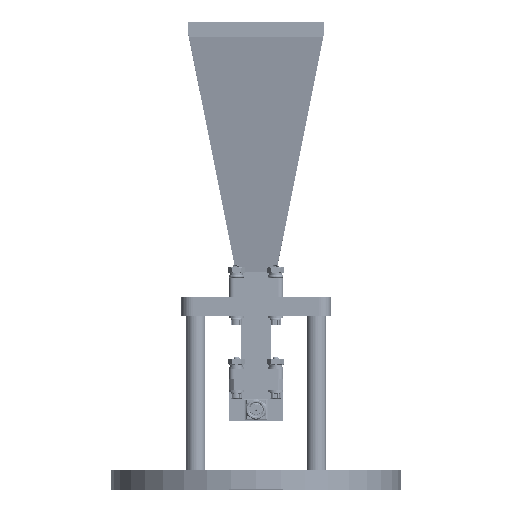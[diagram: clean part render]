
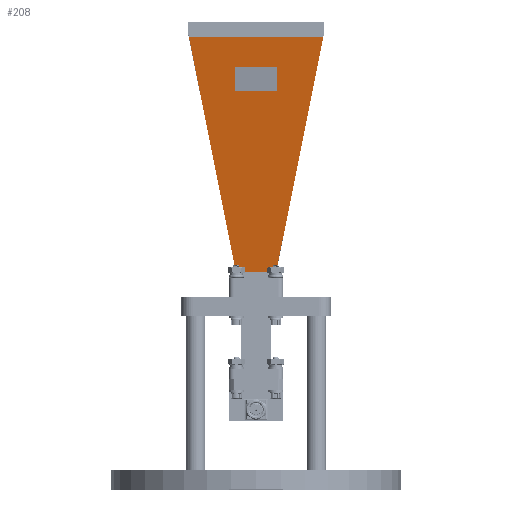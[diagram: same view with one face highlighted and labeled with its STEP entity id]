
A CAD part, top view. The second image highlights one B-rep face of the part: STEP entity #208.
In plain terms, the highlighted face is planar.
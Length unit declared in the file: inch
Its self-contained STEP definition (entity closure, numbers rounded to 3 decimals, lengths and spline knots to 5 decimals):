
#208 = ADVANCED_FACE ( 'NONE', ( #5163, #21414 ), #43456, .T. ) ;
#771 = CARTESIAN_POINT ( 'NONE',  ( 0.76029, -0.35, 5.31231 ) ) ;
#4365 = DIRECTION ( 'NONE',  ( -0.164, 0., -0.986 ) ) ;
#5163 = FACE_BOUND ( 'NONE', #13490, .T. ) ;
#5600 = ORIENTED_EDGE ( 'NONE', *, *, #17697, .F. ) ;
#9035 = CARTESIAN_POINT ( 'NONE',  ( 0.76029, -0.35, 5.31231 ) ) ;
#10150 = CARTESIAN_POINT ( 'NONE',  ( 0.69473, -0.35, 4.91771 ) ) ;
#12564 = VECTOR ( 'NONE', #13629, 39.37008 ) ;
#12911 = CARTESIAN_POINT ( 'NONE',  ( 0.69473, -0.35, 4.91771 ) ) ;
#13267 = LINE ( 'NONE', #12911, #12564 ) ;
#13490 = EDGE_LOOP ( 'NONE', ( #67151, #5600, #33346, #18552 ) ) ;
#13629 = DIRECTION ( 'NONE',  ( 0., 1., 0. ) ) ;
#16550 = CARTESIAN_POINT ( 'NONE',  ( 0.69473, 0.35, 4.91771 ) ) ;
#16596 = CARTESIAN_POINT ( 'NONE',  ( 0.84224, 1.09985, 5.80554 ) ) ;
#16677 = CARTESIAN_POINT ( 'NONE',  ( 0.53995, 0., 3.98615 ) ) ;
#17697 = EDGE_CURVE ( 'NONE', #29412, #56775, #34790, .T. ) ;
#17769 = DIRECTION ( 'NONE',  ( 0.164, 0., 0.986 ) ) ;
#18513 = EDGE_CURVE ( 'NONE', #44378, #40662, #38076, .T. ) ;
#18552 = ORIENTED_EDGE ( 'NONE', *, *, #66270, .F. ) ;
#18701 = CARTESIAN_POINT ( 'NONE',  ( 0.84224, -1.09985, 5.80554 ) ) ;
#19533 = LINE ( 'NONE', #9035, #48261 ) ;
#21414 = FACE_OUTER_BOUND ( 'NONE', #69550, .T. ) ;
#22479 = CARTESIAN_POINT ( 'NONE',  ( 0.20374, -0.32927, 1.96256 ) ) ;
#23899 = VECTOR ( 'NONE', #68376, 39.37008 ) ;
#25443 = EDGE_CURVE ( 'NONE', #43685, #29589, #28671, .T. ) ;
#27035 = VERTEX_POINT ( 'NONE', #10150 ) ;
#27203 = DIRECTION ( 'NONE',  ( 0.986, 0., -0.164 ) ) ;
#27568 = DIRECTION ( 'NONE',  ( -0.164, 0., -0.986 ) ) ;
#28671 = LINE ( 'NONE', #46354, #23899 ) ;
#29412 = VERTEX_POINT ( 'NONE', #16550 ) ;
#29589 = VERTEX_POINT ( 'NONE', #18701 ) ;
#29618 = EDGE_CURVE ( 'NONE', #27035, #29412, #13267, .T. ) ;
#30655 = ORIENTED_EDGE ( 'NONE', *, *, #44424, .F. ) ;
#31491 = ORIENTED_EDGE ( 'NONE', *, *, #63883, .F. ) ;
#33346 = ORIENTED_EDGE ( 'NONE', *, *, #29618, .F. ) ;
#34790 = LINE ( 'NONE', #62229, #35108 ) ;
#35108 = VECTOR ( 'NONE', #17769, 39.37008 ) ;
#38076 = LINE ( 'NONE', #59726, #38489 ) ;
#38489 = VECTOR ( 'NONE', #70606, 39.37008 ) ;
#39275 = EDGE_CURVE ( 'NONE', #56775, #50746, #50247, .T. ) ;
#39598 = CARTESIAN_POINT ( 'NONE',  ( 0.76029, 0.35, 5.31231 ) ) ;
#40662 = VERTEX_POINT ( 'NONE', #41574 ) ;
#41574 = CARTESIAN_POINT ( 'NONE',  ( 0.20374, 0.32927, 1.96256 ) ) ;
#43456 = PLANE ( 'NONE',  #44367 ) ;
#43685 = VERTEX_POINT ( 'NONE', #63469 ) ;
#44367 = AXIS2_PLACEMENT_3D ( 'NONE', #16677, #27203, #27568 ) ;
#44378 = VERTEX_POINT ( 'NONE', #22479 ) ;
#44424 = EDGE_CURVE ( 'NONE', #44378, #29589, #62228, .T. ) ;
#46354 = CARTESIAN_POINT ( 'NONE',  ( 0.84224, 0., 5.80554 ) ) ;
#46760 = CARTESIAN_POINT ( 'NONE',  ( 0.76029, -0.35, 5.31231 ) ) ;
#46971 = VECTOR ( 'NONE', #54205, 39.37008 ) ;
#48261 = VECTOR ( 'NONE', #4365, 39.37008 ) ;
#49047 = VECTOR ( 'NONE', #66590, 39.37008 ) ;
#50247 = LINE ( 'NONE', #771, #55731 ) ;
#50746 = VERTEX_POINT ( 'NONE', #46760 ) ;
#51024 = CARTESIAN_POINT ( 'NONE',  ( 0.20374, -0.32927, 1.96256 ) ) ;
#54205 = DIRECTION ( 'NONE',  ( -0.161, -0.194, -0.968 ) ) ;
#55615 = LINE ( 'NONE', #16596, #46971 ) ;
#55731 = VECTOR ( 'NONE', #60003, 39.37008 ) ;
#56775 = VERTEX_POINT ( 'NONE', #39598 ) ;
#59726 = CARTESIAN_POINT ( 'NONE',  ( 0.20374, 0., 1.96256 ) ) ;
#60003 = DIRECTION ( 'NONE',  ( 0., -1., 0. ) ) ;
#60891 = ORIENTED_EDGE ( 'NONE', *, *, #25443, .T. ) ;
#62228 = LINE ( 'NONE', #51024, #49047 ) ;
#62229 = CARTESIAN_POINT ( 'NONE',  ( 0.76029, 0.35, 5.31231 ) ) ;
#63469 = CARTESIAN_POINT ( 'NONE',  ( 0.84224, 1.09985, 5.80554 ) ) ;
#63883 = EDGE_CURVE ( 'NONE', #43685, #40662, #55615, .T. ) ;
#66270 = EDGE_CURVE ( 'NONE', #50746, #27035, #19533, .T. ) ;
#66590 = DIRECTION ( 'NONE',  ( 0.161, -0.194, 0.968 ) ) ;
#67151 = ORIENTED_EDGE ( 'NONE', *, *, #39275, .F. ) ;
#68376 = DIRECTION ( 'NONE',  ( 0., -1., 0. ) ) ;
#69550 = EDGE_LOOP ( 'NONE', ( #69999, #31491, #60891, #30655 ) ) ;
#69999 = ORIENTED_EDGE ( 'NONE', *, *, #18513, .T. ) ;
#70606 = DIRECTION ( 'NONE',  ( 0., 1., 0. ) ) ;
